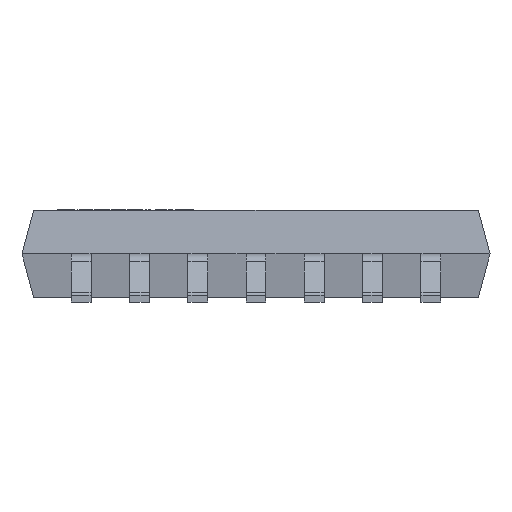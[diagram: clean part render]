
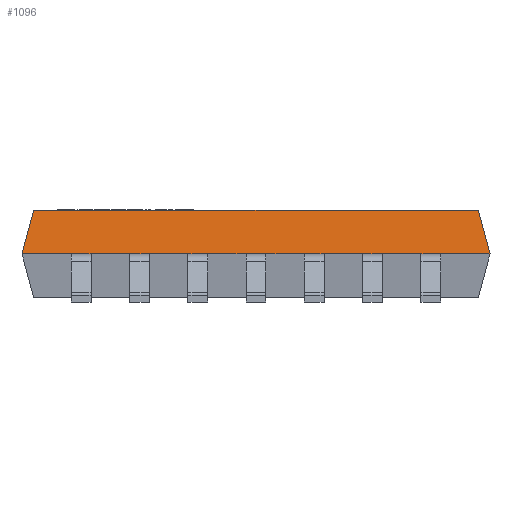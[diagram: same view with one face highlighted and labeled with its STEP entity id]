
A CAD part, left-side view. The second image highlights one B-rep face of the part: STEP entity #1096.
In plain terms, the highlighted free-form (B-spline) face has degree [1, 1] with [2, 2] control points.
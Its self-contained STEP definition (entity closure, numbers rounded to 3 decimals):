
#24 = VERTEX_POINT('',#25);
#25 = CARTESIAN_POINT('',(-2.518,-4.845,2.));
#31 = EDGE_CURVE('',#24,#32,#34,.T.);
#32 = VERTEX_POINT('',#33);
#33 = CARTESIAN_POINT('',(-2.518,4.845,2.));
#34 = LINE('',#35,#36);
#35 = CARTESIAN_POINT('',(-2.518,-4.845,2.));
#36 = VECTOR('',#37,1.);
#37 = DIRECTION('',(0.,1.,0.));
#937 = EDGE_CURVE('',#24,#938,#940,.T.);
#938 = VERTEX_POINT('',#939);
#939 = CARTESIAN_POINT('',(-2.65,-5.1,1.05));
#940 = B_SPLINE_CURVE_WITH_KNOTS('',1,(#941,#942),.UNSPECIFIED.,.F.,.F.,
  (2,2),(0.,1.),.PIECEWISE_BEZIER_KNOTS.);
#941 = CARTESIAN_POINT('',(-2.518,-4.845,2.));
#942 = CARTESIAN_POINT('',(-2.65,-5.1,1.05));
#1096 = ADVANCED_FACE('',(#1097),#1226,.T.);
#1097 = FACE_BOUND('',#1098,.T.);
#1098 = EDGE_LOOP('',(#1099,#1100,#1107,#1115,#1123,#1131,#1139,#1147,
    #1155,#1163,#1171,#1179,#1187,#1195,#1203,#1211,#1219,#1225));
#1099 = ORIENTED_EDGE('',*,*,#31,.T.);
#1100 = ORIENTED_EDGE('',*,*,#1101,.T.);
#1101 = EDGE_CURVE('',#32,#1102,#1104,.T.);
#1102 = VERTEX_POINT('',#1103);
#1103 = CARTESIAN_POINT('',(-2.65,5.1,1.05));
#1104 = B_SPLINE_CURVE_WITH_KNOTS('',1,(#1105,#1106),.UNSPECIFIED.,.F.,
  .F.,(2,2),(0.,1.),.PIECEWISE_BEZIER_KNOTS.);
#1105 = CARTESIAN_POINT('',(-2.518,4.845,2.));
#1106 = CARTESIAN_POINT('',(-2.65,5.1,1.05));
#1107 = ORIENTED_EDGE('',*,*,#1108,.F.);
#1108 = EDGE_CURVE('',#1109,#1102,#1111,.T.);
#1109 = VERTEX_POINT('',#1110);
#1110 = CARTESIAN_POINT('',(-2.65,4.025,1.05));
#1111 = LINE('',#1112,#1113);
#1112 = CARTESIAN_POINT('',(-2.65,-5.1,1.05));
#1113 = VECTOR('',#1114,1.);
#1114 = DIRECTION('',(0.,1.,0.));
#1115 = ORIENTED_EDGE('',*,*,#1116,.F.);
#1116 = EDGE_CURVE('',#1117,#1109,#1119,.T.);
#1117 = VERTEX_POINT('',#1118);
#1118 = CARTESIAN_POINT('',(-2.65,3.595,1.05));
#1119 = LINE('',#1120,#1121);
#1120 = CARTESIAN_POINT('',(-2.65,-5.1,1.05));
#1121 = VECTOR('',#1122,1.);
#1122 = DIRECTION('',(0.,1.,0.));
#1123 = ORIENTED_EDGE('',*,*,#1124,.F.);
#1124 = EDGE_CURVE('',#1125,#1117,#1127,.T.);
#1125 = VERTEX_POINT('',#1126);
#1126 = CARTESIAN_POINT('',(-2.65,2.755,1.05));
#1127 = LINE('',#1128,#1129);
#1128 = CARTESIAN_POINT('',(-2.65,-5.1,1.05));
#1129 = VECTOR('',#1130,1.);
#1130 = DIRECTION('',(0.,1.,0.));
#1131 = ORIENTED_EDGE('',*,*,#1132,.F.);
#1132 = EDGE_CURVE('',#1133,#1125,#1135,.T.);
#1133 = VERTEX_POINT('',#1134);
#1134 = CARTESIAN_POINT('',(-2.65,2.325,1.05));
#1135 = LINE('',#1136,#1137);
#1136 = CARTESIAN_POINT('',(-2.65,-5.1,1.05));
#1137 = VECTOR('',#1138,1.);
#1138 = DIRECTION('',(0.,1.,0.));
#1139 = ORIENTED_EDGE('',*,*,#1140,.F.);
#1140 = EDGE_CURVE('',#1141,#1133,#1143,.T.);
#1141 = VERTEX_POINT('',#1142);
#1142 = CARTESIAN_POINT('',(-2.65,1.485,1.05));
#1143 = LINE('',#1144,#1145);
#1144 = CARTESIAN_POINT('',(-2.65,-5.1,1.05));
#1145 = VECTOR('',#1146,1.);
#1146 = DIRECTION('',(0.,1.,0.));
#1147 = ORIENTED_EDGE('',*,*,#1148,.F.);
#1148 = EDGE_CURVE('',#1149,#1141,#1151,.T.);
#1149 = VERTEX_POINT('',#1150);
#1150 = CARTESIAN_POINT('',(-2.65,1.055,1.05));
#1151 = LINE('',#1152,#1153);
#1152 = CARTESIAN_POINT('',(-2.65,-5.1,1.05));
#1153 = VECTOR('',#1154,1.);
#1154 = DIRECTION('',(0.,1.,0.));
#1155 = ORIENTED_EDGE('',*,*,#1156,.F.);
#1156 = EDGE_CURVE('',#1157,#1149,#1159,.T.);
#1157 = VERTEX_POINT('',#1158);
#1158 = CARTESIAN_POINT('',(-2.65,0.215,1.05));
#1159 = LINE('',#1160,#1161);
#1160 = CARTESIAN_POINT('',(-2.65,-5.1,1.05));
#1161 = VECTOR('',#1162,1.);
#1162 = DIRECTION('',(0.,1.,0.));
#1163 = ORIENTED_EDGE('',*,*,#1164,.F.);
#1164 = EDGE_CURVE('',#1165,#1157,#1167,.T.);
#1165 = VERTEX_POINT('',#1166);
#1166 = CARTESIAN_POINT('',(-2.65,-0.215,1.05));
#1167 = LINE('',#1168,#1169);
#1168 = CARTESIAN_POINT('',(-2.65,-5.1,1.05));
#1169 = VECTOR('',#1170,1.);
#1170 = DIRECTION('',(0.,1.,0.));
#1171 = ORIENTED_EDGE('',*,*,#1172,.F.);
#1172 = EDGE_CURVE('',#1173,#1165,#1175,.T.);
#1173 = VERTEX_POINT('',#1174);
#1174 = CARTESIAN_POINT('',(-2.65,-1.055,1.05));
#1175 = LINE('',#1176,#1177);
#1176 = CARTESIAN_POINT('',(-2.65,-5.1,1.05));
#1177 = VECTOR('',#1178,1.);
#1178 = DIRECTION('',(0.,1.,0.));
#1179 = ORIENTED_EDGE('',*,*,#1180,.F.);
#1180 = EDGE_CURVE('',#1181,#1173,#1183,.T.);
#1181 = VERTEX_POINT('',#1182);
#1182 = CARTESIAN_POINT('',(-2.65,-1.485,1.05));
#1183 = LINE('',#1184,#1185);
#1184 = CARTESIAN_POINT('',(-2.65,-5.1,1.05));
#1185 = VECTOR('',#1186,1.);
#1186 = DIRECTION('',(0.,1.,0.));
#1187 = ORIENTED_EDGE('',*,*,#1188,.F.);
#1188 = EDGE_CURVE('',#1189,#1181,#1191,.T.);
#1189 = VERTEX_POINT('',#1190);
#1190 = CARTESIAN_POINT('',(-2.65,-2.325,1.05));
#1191 = LINE('',#1192,#1193);
#1192 = CARTESIAN_POINT('',(-2.65,-5.1,1.05));
#1193 = VECTOR('',#1194,1.);
#1194 = DIRECTION('',(0.,1.,0.));
#1195 = ORIENTED_EDGE('',*,*,#1196,.F.);
#1196 = EDGE_CURVE('',#1197,#1189,#1199,.T.);
#1197 = VERTEX_POINT('',#1198);
#1198 = CARTESIAN_POINT('',(-2.65,-2.755,1.05));
#1199 = LINE('',#1200,#1201);
#1200 = CARTESIAN_POINT('',(-2.65,-5.1,1.05));
#1201 = VECTOR('',#1202,1.);
#1202 = DIRECTION('',(0.,1.,0.));
#1203 = ORIENTED_EDGE('',*,*,#1204,.F.);
#1204 = EDGE_CURVE('',#1205,#1197,#1207,.T.);
#1205 = VERTEX_POINT('',#1206);
#1206 = CARTESIAN_POINT('',(-2.65,-3.595,1.05));
#1207 = LINE('',#1208,#1209);
#1208 = CARTESIAN_POINT('',(-2.65,-5.1,1.05));
#1209 = VECTOR('',#1210,1.);
#1210 = DIRECTION('',(0.,1.,0.));
#1211 = ORIENTED_EDGE('',*,*,#1212,.F.);
#1212 = EDGE_CURVE('',#1213,#1205,#1215,.T.);
#1213 = VERTEX_POINT('',#1214);
#1214 = CARTESIAN_POINT('',(-2.65,-4.025,1.05));
#1215 = LINE('',#1216,#1217);
#1216 = CARTESIAN_POINT('',(-2.65,-5.1,1.05));
#1217 = VECTOR('',#1218,1.);
#1218 = DIRECTION('',(0.,1.,0.));
#1219 = ORIENTED_EDGE('',*,*,#1220,.F.);
#1220 = EDGE_CURVE('',#938,#1213,#1221,.T.);
#1221 = LINE('',#1222,#1223);
#1222 = CARTESIAN_POINT('',(-2.65,-5.1,1.05));
#1223 = VECTOR('',#1224,1.);
#1224 = DIRECTION('',(0.,1.,0.));
#1225 = ORIENTED_EDGE('',*,*,#937,.F.);
#1226 = B_SPLINE_SURFACE_WITH_KNOTS('',1,1,(
    (#1227,#1228)
    ,(#1229,#1230
    )),.UNSPECIFIED.,.F.,.F.,.F.,(2,2),(2,2),(0.,10.2),(0.,1.),
  .PIECEWISE_BEZIER_KNOTS.);
#1227 = CARTESIAN_POINT('',(-2.518,-4.845,2.));
#1228 = CARTESIAN_POINT('',(-2.65,-5.1,1.05));
#1229 = CARTESIAN_POINT('',(-2.518,4.845,2.));
#1230 = CARTESIAN_POINT('',(-2.65,5.1,1.05));
